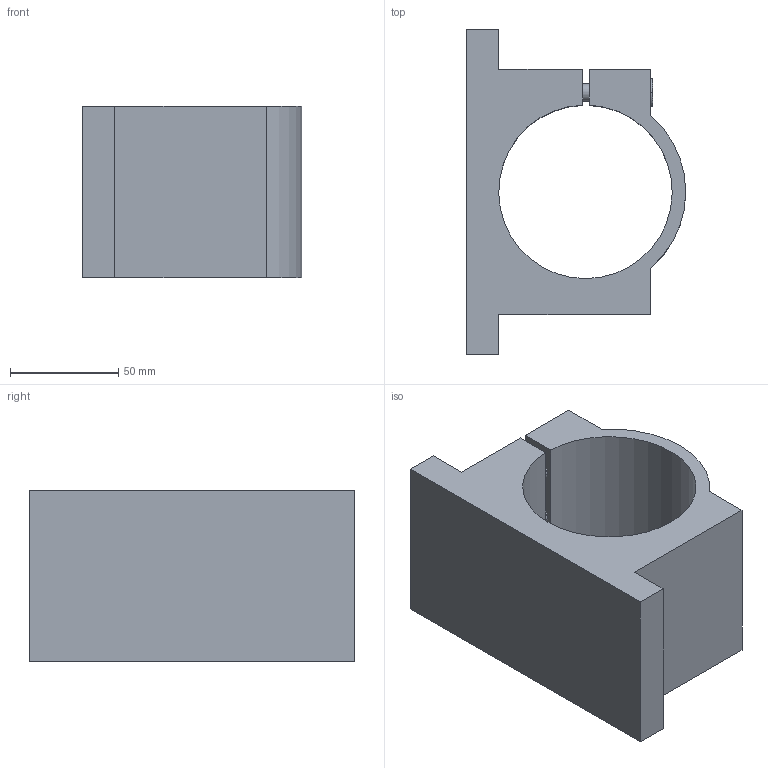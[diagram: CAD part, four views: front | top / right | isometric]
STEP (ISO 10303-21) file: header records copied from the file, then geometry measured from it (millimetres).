
FILE_DESCRIPTION(('STEP AP214'),'1');
FILE_NAME('spindleBracket2.stp','2014-01-18T22:10:40',(' '),(' '),'Spatial InterOp 3D',' ',' ');
FILE_SCHEMA(('automotive_design'));
Length unit declared in the file: millimetre
Products named in the file (2): spindleBracket2; spindleBracket
Assembly tree (1 placements, depth 2):
  spindleBracket2
    spindleBracket
Bounding box: 101.25 x 150 x 79 mm (x, y, z)
Volume: 466509.5 mm3; surface area: 80097.6 mm2
Topology: 4 solids, 4 shells, 149 faces, 390 edges, 258 vertices
Faces by surface type: cylinder 75, plane 50, cone 18, torus 6
Entity records: 6443 total; most frequent: CARTESIAN_POINT 1459, ORIENTED_EDGE 768, DIRECTION 761, EDGE_CURVE 384, AXIS2_PLACEMENT_3D 298, VERTEX_POINT 258, EDGE_LOOP 206, LINE 165
